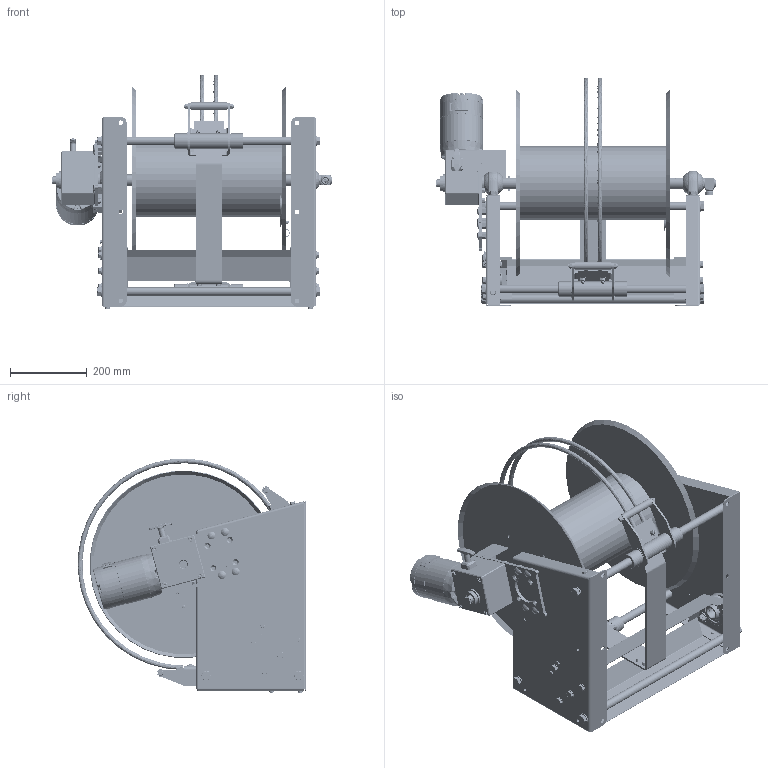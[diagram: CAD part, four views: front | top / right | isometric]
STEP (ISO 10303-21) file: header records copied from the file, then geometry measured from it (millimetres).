
FILE_DESCRIPTION((''),'2;1');
FILE_NAME('312_150_G_ASM','2016-03-08T',('CAD02'),('CDM'),'PRO/ENGINEER BY PARAMETRIC TECHNOLOGY CORPORATION, 2014200','PRO/ENGINEER BY PARAMETRIC TECHNOLOGY CORPORATION, 2014200','');
FILE_SCHEMA(('CONFIG_CONTROL_DESIGN'));
Products named in the file (98): 1_62_00_04; 1_00_00_12; 1_26_20_20_INST_1_AF0; 1_26_20_02_ASM; 1_26_20_20_INST_1; 1_26_20_01_ASM; 1_64_10_08_ASM; 1_64_10_08_02_ASM; 1-SUPP-336; 2-SUPP-336; 3-SUPP-336; 4-SUPP-336; 5-SUPP-336; 6-SUPP-336; SUPP-336_ASM; 1_76_20_71; 1_76_20_71_02_ASM; ROND-0110; VITE-021012; 1_60_90_03; 1_60_90_03_01_ASM; SUPP-09206; VITE-021045; ROND-021030; DADO-0110; 1-TEND-TC1; TEND-TC1_AF7_ASM; VITE-021025; VITE-020610; ROND-0116; PIGN-AC1_ASM; ROND-0408; VITE-020820; DADO-0308; 976_034_V_AF1_ASM; DADO-0910; 1_76_20_72; 1_76_20_72_02_ASM; DADO-0310; 976_035_V_ASM ...
Assembly tree (219 placements, depth 6):
  312_150_G_ASM
    964_019_V_AF0_ASM
      1_64_10_08_02_ASM
        1_64_10_08_ASM
          1_62_00_04
          1_00_00_12
          1_26_20_02_ASM
            1_26_20_20_INST_1_AF0
          1_26_20_01_ASM
            1_26_20_20_INST_1
      SUPP-336_ASM  x2
        1-SUPP-336
        2-SUPP-336
        3-SUPP-336
        4-SUPP-336
        5-SUPP-336
        6-SUPP-336
      976_034_V_AF1_ASM
        1_76_20_71_02_ASM
          1_76_20_71
        ROND-0110  x4
        VITE-021012
        1_60_90_03_01_ASM
          1_60_90_03
        SUPP-09206
        VITE-021045  x2
        ROND-021030  x2
        DADO-0110  x2
        TEND-TC1_AF7_ASM
          1-TEND-TC1
        VITE-021025
        VITE-020610  x2
        ROND-0116
        PIGN-AC1_ASM
        ROND-0408
        VITE-020820
        DADO-0308
      ROND-0110  x12
      VITE-021025  x4
      DADO-0910  x8
      976_035_V_ASM
        1_76_20_72_02_ASM
          1_76_20_72
        ROND-0110  x3
        VITE-021012
        1_60_90_03_01_ASM
          1_60_90_03
        SUPP-09206
        VITE-021045  x2
        ROND-021030  x2
        DADO-0310  x2
      940_008_A_AF16_ASM
        1_40_40_57_01_ASM
          1_40_40_57_ASM
        GRN-010610  x4
      1_40_40_53_01_ASM
        1_40_40_53_ASM
      1_02_00_144_01_ASM  x3
        1_02_00_144
      ROND-0114  x6
Bounding box: 732.3 x 595.74 x 612.86 mm (x, y, z)
Surface area: 3840880.6 mm2 (no closed solid volume)
Topology: 0 solids, 366 shells, 8977 faces, 23440 edges, 15074 vertices
Faces by surface type: cylinder 4474, plane 2474, cone 1384, torus 421, bspline 176, sphere 48
Entity records: 220444 total; most frequent: CARTESIAN_POINT 59603, ORIENTED_EDGE 24674, DIRECTION 23292, PRESENTATION_STYLE_ASSIGNMENT 12945, STYLED_ITEM 12863, EDGE_CURVE 12467, CURVE_STYLE 11720, AXIS2_PLACEMENT_3D 9418
